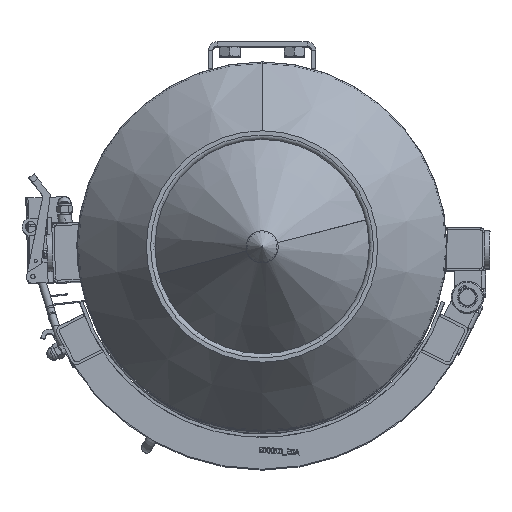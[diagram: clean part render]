
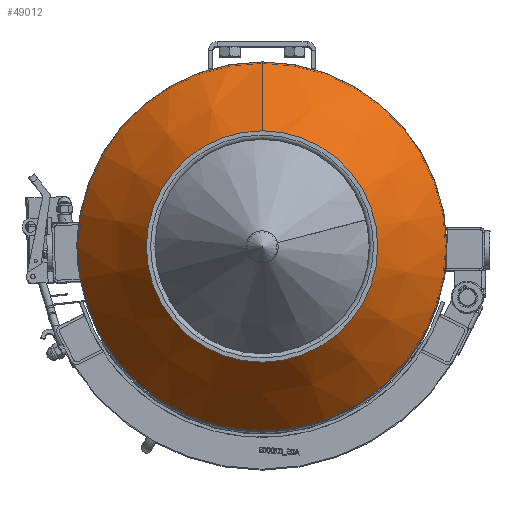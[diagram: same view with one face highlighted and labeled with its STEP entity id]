
A CAD part, top view. The second image highlights one B-rep face of the part: STEP entity #49012.
In plain terms, the highlighted conical face has half-angle 37.088 degrees and reference radius 137.048 mm.
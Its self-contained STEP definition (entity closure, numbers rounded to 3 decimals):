
#225=CONICAL_SURFACE('',#51876,137.048,37.088);
#4122=CIRCLE('',#51873,101.595);
#4123=CIRCLE('',#51875,172.5);
#5822=FACE_OUTER_BOUND('',#8783,.T.);
#8783=EDGE_LOOP('',(#34099,#34100,#34101,#34102));
#12339=LINE('',#69801,#16223);
#12342=LINE('',#69809,#16226);
#16223=VECTOR('',#56377,10.);
#16226=VECTOR('',#56382,10.);
#20214=VERTEX_POINT('',#69795);
#20216=VERTEX_POINT('',#69799);
#20219=VERTEX_POINT('',#69806);
#20220=VERTEX_POINT('',#69808);
#25412=EDGE_CURVE('',#20214,#20216,#12339,.T.);
#25415=EDGE_CURVE('',#20220,#20219,#12342,.T.);
#25419=EDGE_CURVE('',#20220,#20216,#4122,.T.);
#25420=EDGE_CURVE('',#20219,#20214,#4123,.T.);
#34099=ORIENTED_EDGE('',*,*,#25412,.T.);
#34100=ORIENTED_EDGE('',*,*,#25419,.F.);
#34101=ORIENTED_EDGE('',*,*,#25415,.T.);
#34102=ORIENTED_EDGE('',*,*,#25420,.T.);
#49012=ADVANCED_FACE('',(#5822),#225,.T.);
#51873=AXIS2_PLACEMENT_3D('',#69815,#56392,#56393);
#51875=AXIS2_PLACEMENT_3D('',#69817,#56396,#56397);
#51876=AXIS2_PLACEMENT_3D('',#69818,#56398,#56399);
#56377=DIRECTION('',(0.,-0.603,0.798));
#56382=DIRECTION('',(0.,0.603,-0.798));
#56392=DIRECTION('center_axis',(0.,0.,
1.));
#56393=DIRECTION('ref_axis',(-1.,0.,0.));
#56396=DIRECTION('center_axis',(0.,0.,
1.));
#56397=DIRECTION('ref_axis',(-1.,0.,0.));
#56398=DIRECTION('center_axis',(0.,0.,
-1.));
#56399=DIRECTION('ref_axis',(-1.,0.,0.));
#69795=CARTESIAN_POINT('',(0.05,172.5,576.206));
#69799=CARTESIAN_POINT('',(0.05,101.595,670.));
#69801=CARTESIAN_POINT('',(0.05,137.048,623.103));
#69806=CARTESIAN_POINT('',(-0.05,172.5,576.206));
#69808=CARTESIAN_POINT('',(-0.05,101.595,670.));
#69809=CARTESIAN_POINT('',(-0.05,137.048,623.103));
#69815=CARTESIAN_POINT('Origin',(0.,0.,
670.));
#69817=CARTESIAN_POINT('Origin',(0.,0.,
576.206));
#69818=CARTESIAN_POINT('Origin',(0.,0.,
623.103));
